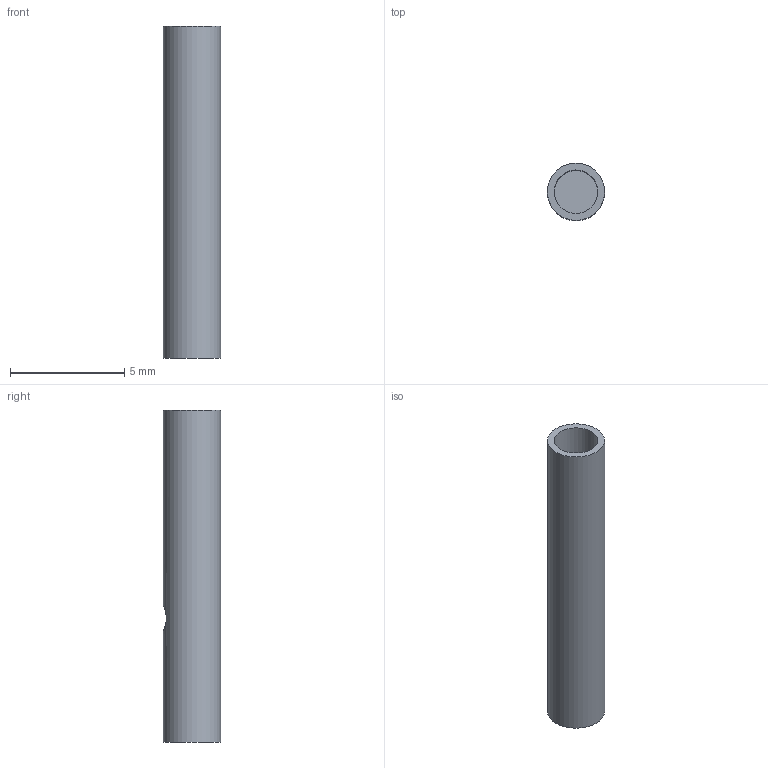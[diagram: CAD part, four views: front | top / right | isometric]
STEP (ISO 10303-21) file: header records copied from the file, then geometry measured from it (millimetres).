
FILE_DESCRIPTION(/* description */ (''),/* implementation_level */ '2;1');
FILE_NAME(/* name */ 'Pin_PCB-Female.step',/* time_stamp */ '2020-02-11T14:55:50+01:00',/* author */ (''),/* organization */ (''),/* preprocessor_version */ 'ST-DEVELOPER v18',/* originating_system */ 'Autodesk Translation Framework v8.12.0.6',/* authorisation */ '');
FILE_SCHEMA (('AUTOMOTIVE_DESIGN { 1 0 10303 214 3 1 1 }'));
Length unit declared in the file: millimetre
Products named in the file (1): Pin_PCB-Female
Bounding box: 2.5 x 2.5 x 14.5 mm (x, y, z)
Volume: 32.7 mm3; surface area: 202.6 mm2
Topology: 1 solids, 1 shells, 8 faces, 12 edges, 8 vertices
Faces by surface type: plane 4, cylinder 3, torus 1
Full cylindrical faces by diameter (mm): 1.1 x1, 1.9 x1, 2.5 x1
Entity records: 289 total; most frequent: CARTESIAN_POINT 95, DIRECTION 35, ORIENTED_EDGE 24, AXIS2_PLACEMENT_3D 16, EDGE_LOOP 12, EDGE_CURVE 12, FACE_OUTER_BOUND 8, VERTEX_POINT 8
